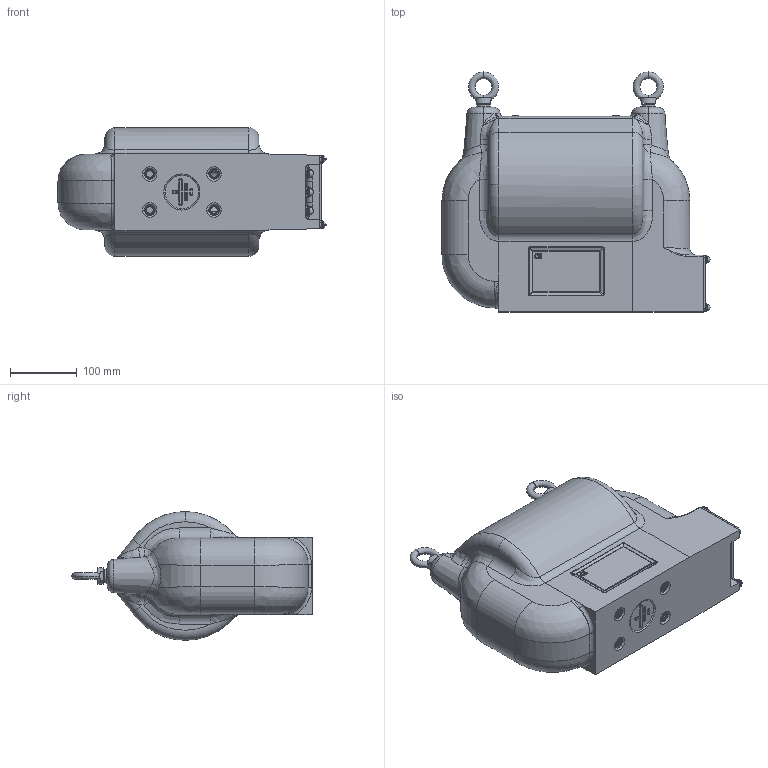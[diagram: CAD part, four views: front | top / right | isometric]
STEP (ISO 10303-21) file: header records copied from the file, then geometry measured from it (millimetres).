
FILE_DESCRIPTION (( 'STEP AP214' ), '1' );
FILE_NAME ('ﾎﾋﾑ-2,5 (ﾌ).STEP', '2023-06-30T08:33:15', ( '' ), ( '' ), 'SwSTEP 2.0', 'SolidWorks 2010', '' );
FILE_SCHEMA (( 'AUTOMOTIVE_DESIGN' ));
Length unit declared in the file: millimetre
Products named in the file (1): ﾎﾋﾑ-2,5 (ﾌ)
Bounding box: 400.12 x 358.48 x 192 mm (x, y, z)
Surface area: 377933.4 mm2 (no closed solid volume)
Topology: 0 solids, 40 shells, 467 faces, 1410 edges, 959 vertices
Faces by surface type: plane 151, cylinder 122, cone 67, torus 56, bspline 51, sphere 20
Entity records: 25108 total; most frequent: CARTESIAN_POINT 7503, DIRECTION 2744, ORIENTED_EDGE 2353, EDGE_CURVE 1400, AXIS2_PLACEMENT_3D 1098, VERTEX_POINT 959, CIRCLE 681, VECTOR 548
